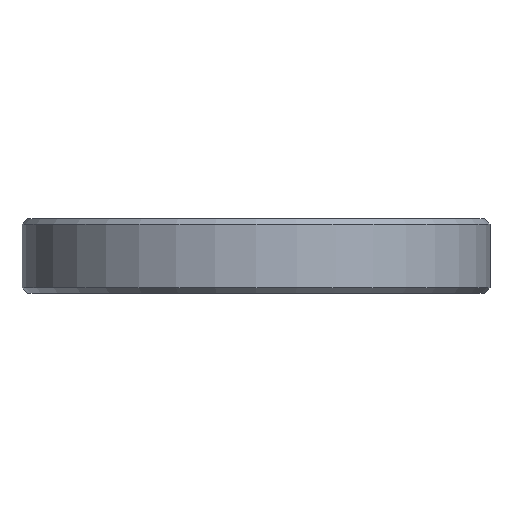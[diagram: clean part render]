
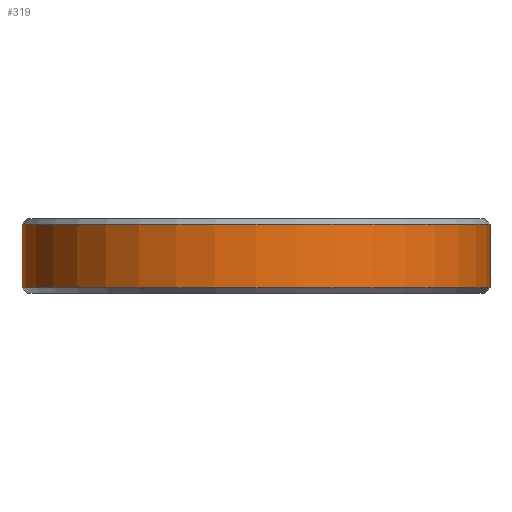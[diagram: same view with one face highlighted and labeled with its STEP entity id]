
A CAD part, front view. The second image highlights one B-rep face of the part: STEP entity #319.
In plain terms, the highlighted cylindrical face has radius 21.25 mm (diameter 42.5 mm), a full revolution.
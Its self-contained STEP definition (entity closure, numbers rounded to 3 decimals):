
#33=FACE_OUTER_BOUND('',#51,.T.);
#51=EDGE_LOOP('',(#242,#243,#244,#245,#246,#247));
#66=CIRCLE('',#356,21.25);
#67=CIRCLE('',#357,21.25);
#68=CIRCLE('',#359,21.25);
#69=CIRCLE('',#360,21.25);
#107=LINE('',#916,#119);
#119=VECTOR('',#415,21.25);
#148=VERTEX_POINT('',#909);
#149=VERTEX_POINT('',#911);
#150=VERTEX_POINT('',#915);
#151=VERTEX_POINT('',#917);
#186=EDGE_CURVE('',#148,#149,#66,.T.);
#187=EDGE_CURVE('',#149,#148,#67,.T.);
#188=EDGE_CURVE('',#149,#150,#107,.T.);
#189=EDGE_CURVE('',#151,#150,#68,.T.);
#190=EDGE_CURVE('',#150,#151,#69,.T.);
#242=ORIENTED_EDGE('',*,*,#186,.F.);
#243=ORIENTED_EDGE('',*,*,#187,.F.);
#244=ORIENTED_EDGE('',*,*,#188,.T.);
#245=ORIENTED_EDGE('',*,*,#189,.F.);
#246=ORIENTED_EDGE('',*,*,#190,.F.);
#247=ORIENTED_EDGE('',*,*,#188,.F.);
#306=CYLINDRICAL_SURFACE('',#358,21.25);
#319=ADVANCED_FACE('',(#33),#306,.T.);
#356=AXIS2_PLACEMENT_3D('',#912,#409,#410);
#357=AXIS2_PLACEMENT_3D('',#913,#411,#412);
#358=AXIS2_PLACEMENT_3D('',#914,#413,#414);
#359=AXIS2_PLACEMENT_3D('',#918,#416,#417);
#360=AXIS2_PLACEMENT_3D('',#919,#418,#419);
#409=DIRECTION('center_axis',(0.,0.,-1.));
#410=DIRECTION('ref_axis',(0.,-1.,0.));
#411=DIRECTION('center_axis',(0.,0.,-1.));
#412=DIRECTION('ref_axis',(0.,-1.,0.));
#413=DIRECTION('center_axis',(0.,0.,-1.));
#414=DIRECTION('ref_axis',(0.,1.,0.));
#415=DIRECTION('',(0.,0.,1.));
#416=DIRECTION('center_axis',(0.,0.,1.));
#417=DIRECTION('ref_axis',(0.,-1.,0.));
#418=DIRECTION('center_axis',(0.,0.,1.));
#419=DIRECTION('ref_axis',(0.,-1.,0.));
#909=CARTESIAN_POINT('',(0.,21.25,-79.65));
#911=CARTESIAN_POINT('',(0.,-21.25,-79.65));
#912=CARTESIAN_POINT('Origin',(0.,0.,-79.65));
#913=CARTESIAN_POINT('Origin',(0.,0.,-79.65));
#914=CARTESIAN_POINT('Origin',(0.,0.,-76.75));
#915=CARTESIAN_POINT('',(0.,-21.25,-73.85));
#916=CARTESIAN_POINT('',(0.,-21.25,-76.75));
#917=CARTESIAN_POINT('',(0.,21.25,-73.85));
#918=CARTESIAN_POINT('Origin',(0.,0.,-73.85));
#919=CARTESIAN_POINT('Origin',(0.,0.,-73.85));
